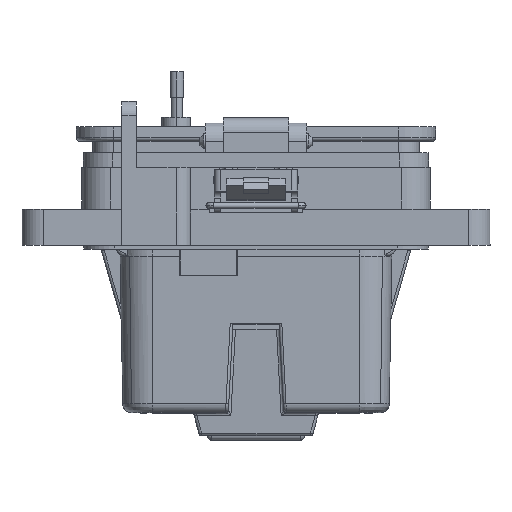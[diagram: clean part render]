
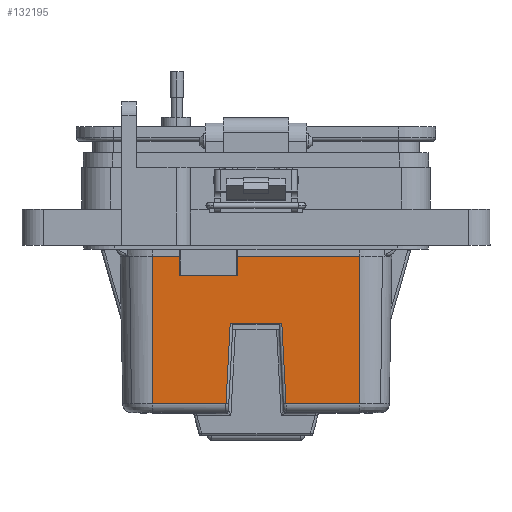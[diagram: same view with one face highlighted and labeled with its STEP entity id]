
A CAD part, front view. The second image highlights one B-rep face of the part: STEP entity #132195.
In plain terms, the highlighted face is planar.
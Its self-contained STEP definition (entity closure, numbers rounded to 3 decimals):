
#5523 = ORIENTED_EDGE ( 'NONE', *, *, #89709, .T. ) ;
#8659 = VERTEX_POINT ( 'NONE', #9497 ) ;
#9497 = CARTESIAN_POINT ( 'NONE',  ( 23.271, -8.275, -43.224 ) ) ;
#10640 = LINE ( 'NONE', #60173, #177267 ) ;
#14283 = VERTEX_POINT ( 'NONE', #164667 ) ;
#15216 = ORIENTED_EDGE ( 'NONE', *, *, #207267, .T. ) ;
#17979 = FACE_OUTER_BOUND ( 'NONE', #20325, .T. ) ;
#20325 = EDGE_LOOP ( 'NONE', ( #168468, #5523, #93243, #142451, #57958, #91076, #113270, #15216 ) ) ;
#22155 = CARTESIAN_POINT ( 'NONE',  ( 23.271, 8.273, -43.184 ) ) ;
#23077 = DIRECTION ( 'NONE',  ( 0.017, 0.052, 0.998 ) ) ;
#27708 = CARTESIAN_POINT ( 'NONE',  ( 23.981, 28.553, -2.54 ) ) ;
#28270 = EDGE_CURVE ( 'NONE', #14283, #8659, #108343, .T. ) ;
#28530 = DIRECTION ( 'NONE',  ( 0., 1., 0. ) ) ;
#30488 = VECTOR ( 'NONE', #88788, 1000. ) ;
#48310 = LINE ( 'NONE', #100038, #202931 ) ;
#48910 = EDGE_CURVE ( 'NONE', #52433, #128633, #48310, .T. ) ;
#49897 = LINE ( 'NONE', #115688, #65119 ) ;
#52433 = VERTEX_POINT ( 'NONE', #175914 ) ;
#57958 = ORIENTED_EDGE ( 'NONE', *, *, #48910, .T. ) ;
#59630 = LINE ( 'NONE', #192209, #145592 ) ;
#60173 = CARTESIAN_POINT ( 'NONE',  ( 23.981, -28.553, -2.54 ) ) ;
#63706 = VERTEX_POINT ( 'NONE', #163389 ) ;
#65119 = VECTOR ( 'NONE', #181428, 1000. ) ;
#67719 = CARTESIAN_POINT ( 'NONE',  ( 23.658, -7.112, -21.031 ) ) ;
#68497 = LINE ( 'NONE', #22155, #164848 ) ;
#72571 = DIRECTION ( 'NONE',  ( -0.017, 0., -1. ) ) ;
#72708 = EDGE_CURVE ( 'NONE', #63706, #178226, #155907, .T. ) ;
#74656 = DIRECTION ( 'NONE',  ( 1., 0., -0.017 ) ) ;
#77287 = CARTESIAN_POINT ( 'NONE',  ( 23.981, -28.553, -2.54 ) ) ;
#84731 = PLANE ( 'NONE',  #201673 ) ;
#85509 = VECTOR ( 'NONE', #28530, 1000. ) ;
#86868 = DIRECTION ( 'NONE',  ( 0., -1., 0. ) ) ;
#88788 = DIRECTION ( 'NONE',  ( 0.017, 0., 1. ) ) ;
#89709 = EDGE_CURVE ( 'NONE', #8659, #178226, #59630, .T. ) ;
#91076 = ORIENTED_EDGE ( 'NONE', *, *, #109844, .T. ) ;
#93243 = ORIENTED_EDGE ( 'NONE', *, *, #72708, .F. ) ;
#95625 = LINE ( 'NONE', #161433, #30488 ) ;
#100038 = CARTESIAN_POINT ( 'NONE',  ( 23.271, 28.553, -43.224 ) ) ;
#106396 = VECTOR ( 'NONE', #86868, 1000. ) ;
#108343 = LINE ( 'NONE', #176246, #85509 ) ;
#109844 = EDGE_CURVE ( 'NONE', #128633, #160183, #95625, .T. ) ;
#112726 = EDGE_CURVE ( 'NONE', #63706, #52433, #68497, .T. ) ;
#113270 = ORIENTED_EDGE ( 'NONE', *, *, #186599, .T. ) ;
#115688 = CARTESIAN_POINT ( 'NONE',  ( 23.981, 0., -2.54 ) ) ;
#128633 = VERTEX_POINT ( 'NONE', #155176 ) ;
#132195 = ADVANCED_FACE ( 'NONE', ( #17979 ), #84731, .T. ) ;
#135110 = VERTEX_POINT ( 'NONE', #77287 ) ;
#142451 = ORIENTED_EDGE ( 'NONE', *, *, #112726, .T. ) ;
#145592 = VECTOR ( 'NONE', #23077, 1000. ) ;
#155176 = CARTESIAN_POINT ( 'NONE',  ( 23.271, 28.553, -43.224 ) ) ;
#155907 = LINE ( 'NONE', #173096, #106396 ) ;
#158371 = DIRECTION ( 'NONE',  ( -0.017, 0., -1. ) ) ;
#160183 = VERTEX_POINT ( 'NONE', #27708 ) ;
#161433 = CARTESIAN_POINT ( 'NONE',  ( 23.981, 28.553, -2.54 ) ) ;
#163389 = CARTESIAN_POINT ( 'NONE',  ( 23.658, 7.112, -21.031 ) ) ;
#164667 = CARTESIAN_POINT ( 'NONE',  ( 23.271, -28.553, -43.224 ) ) ;
#164848 = VECTOR ( 'NONE', #166628, 1000. ) ;
#166628 = DIRECTION ( 'NONE',  ( -0.017, 0.052, -0.998 ) ) ;
#168468 = ORIENTED_EDGE ( 'NONE', *, *, #28270, .T. ) ;
#173096 = CARTESIAN_POINT ( 'NONE',  ( 23.658, 0., -21.031 ) ) ;
#175914 = CARTESIAN_POINT ( 'NONE',  ( 23.271, 8.275, -43.224 ) ) ;
#176246 = CARTESIAN_POINT ( 'NONE',  ( 23.271, -7.644, -43.224 ) ) ;
#177267 = VECTOR ( 'NONE', #158371, 1000. ) ;
#178226 = VERTEX_POINT ( 'NONE', #67719 ) ;
#181428 = DIRECTION ( 'NONE',  ( 0., -1., 0. ) ) ;
#186599 = EDGE_CURVE ( 'NONE', #160183, #135110, #49897, .T. ) ;
#192209 = CARTESIAN_POINT ( 'NONE',  ( 23.659, -7.11, -20.991 ) ) ;
#198147 = DIRECTION ( 'NONE',  ( 0., 1., 0. ) ) ;
#200117 = CARTESIAN_POINT ( 'NONE',  ( 23.981, 0., -2.54 ) ) ;
#201673 = AXIS2_PLACEMENT_3D ( 'NONE', #200117, #74656, #72571 ) ;
#202931 = VECTOR ( 'NONE', #198147, 1000. ) ;
#207267 = EDGE_CURVE ( 'NONE', #135110, #14283, #10640, .T. ) ;
